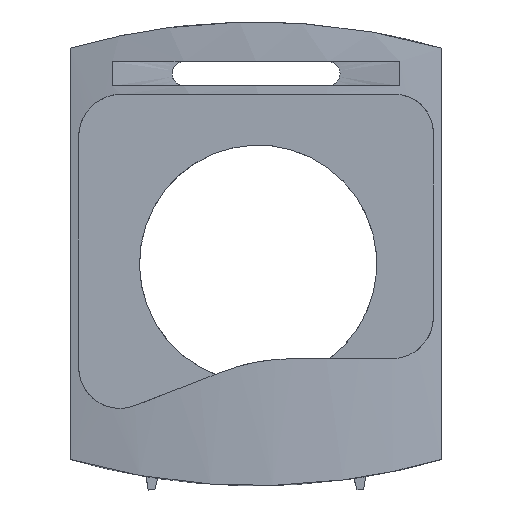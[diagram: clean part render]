
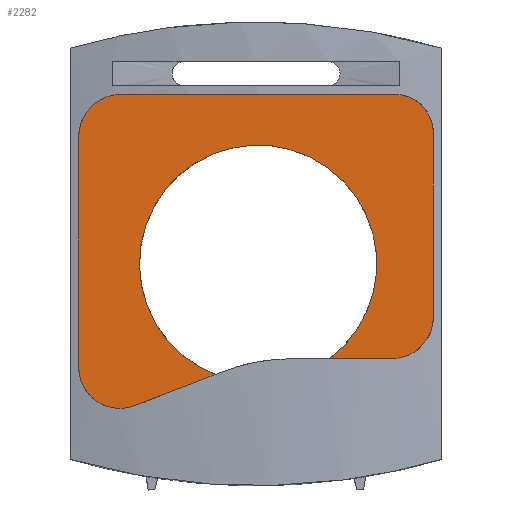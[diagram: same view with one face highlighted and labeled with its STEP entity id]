
A CAD part, top view. The second image highlights one B-rep face of the part: STEP entity #2282.
In plain terms, the highlighted planar face has unit normal (0, 0, 1).
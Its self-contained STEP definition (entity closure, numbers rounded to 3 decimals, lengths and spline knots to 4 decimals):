
#186=CYLINDRICAL_SURFACE('',#190,1.4135);
#187=CARTESIAN_POINT('',(-0.6267,0.5487,4.3248));
#188=DIRECTION('',(0.,0.,-1.));
#189=DIRECTION('',(-1.413,0.,0.));
#190=AXIS2_PLACEMENT_3D('',#187,#188,#189);
#199=PLANE('',#202);
#200=CARTESIAN_POINT('',(-0.6267,0.5487,4.3248));
#201=DIRECTION('',(0.,0.,-1.));
#202=AXIS2_PLACEMENT_3D('',#200,#201,$);
#208=PLANE('',#211);
#209=CARTESIAN_POINT('',(1.4604,2.1079,4.3245));
#210=DIRECTION('',(0.,0.,1.));
#211=AXIS2_PLACEMENT_3D('',#209,#210,$);
#212=CIRCLE('',#213,1.4135);
#213=AXIS2_PLACEMENT_3D('',#214,#215,#216);
#214=CARTESIAN_POINT('',(-0.6267,0.5487,4.3248));
#215=DIRECTION('',(0.,0.,-1.));
#216=DIRECTION('',(-1.413,0.,0.));
#252=PLANE('',#255);
#253=CARTESIAN_POINT('',(-2.0956,-1.1414,4.6163));
#254=DIRECTION('',(0.362,-0.932,0.));
#255=AXIS2_PLACEMENT_3D('',#253,#254,$);
#256=LINE('',#258,#259);
#257=DIRECTION('',(0.932,0.362,0.));
#258=CARTESIAN_POINT('',(-1.0648,-0.7416,4.3248));
#259=VECTOR('',#257,1.);
#270=PLANE('',#273);
#271=CARTESIAN_POINT('',(-0.2074,-0.5812,4.6161));
#272=DIRECTION('',(0.,-1.,0.));
#273=AXIS2_PLACEMENT_3D('',#271,#272,$);
#274=LINE('',#276,#277);
#275=DIRECTION('',(1.,0.,0.));
#276=CARTESIAN_POINT('',(0.967,-0.5812,4.3246));
#277=VECTOR('',#275,1.);
#989=PLANE('',#992);
#990=CARTESIAN_POINT('',(-2.7648,2.0612,4.6164));
#991=DIRECTION('',(-1.,0.,0.));
#992=AXIS2_PLACEMENT_3D('',#990,#991,$);
#1002=CYLINDRICAL_SURFACE('',#1006,0.4915);
#1003=CARTESIAN_POINT('',(-2.2733,-0.6831,4.6164));
#1004=DIRECTION('',(0.,0.,-1.));
#1005=DIRECTION('',(-0.492,0.,0.));
#1006=AXIS2_PLACEMENT_3D('',#1003,#1004,#1005);
#1011=LINE('',#1013,#1014);
#1012=DIRECTION('',(0.,-1.,0.));
#1013=CARTESIAN_POINT('',(-2.7649,-0.6831,4.325));
#1014=VECTOR('',#1012,1.);
#1015=CYLINDRICAL_SURFACE('',#1019,0.5059);
#1016=CARTESIAN_POINT('',(-2.2589,2.0612,4.6164));
#1017=DIRECTION('',(0.,0.,-1.));
#1018=DIRECTION('',(-0.506,0.,0.));
#1019=AXIS2_PLACEMENT_3D('',#1016,#1017,#1018);
#1035=CIRCLE('',#1036,0.5059);
#1036=AXIS2_PLACEMENT_3D('',#1037,#1038,#1039);
#1037=CARTESIAN_POINT('',(-2.2589,2.0612,4.3249));
#1038=DIRECTION('',(0.,0.,1.));
#1039=DIRECTION('',(-0.506,0.,0.));
#1040=PLANE('',#1043);
#1041=CARTESIAN_POINT('',(1.0012,2.5672,4.616));
#1042=DIRECTION('',(0.,1.,0.));
#1043=AXIS2_PLACEMENT_3D('',#1041,#1042,$);
#1048=PLANE('',#1051);
#1049=CARTESIAN_POINT('',(1.4605,-0.0878,4.6159));
#1050=DIRECTION('',(1.,0.,0.));
#1051=AXIS2_PLACEMENT_3D('',#1049,#1050,$);
#1056=CYLINDRICAL_SURFACE('',#1060,0.4592);
#1057=CARTESIAN_POINT('',(1.0012,2.1079,4.616));
#1058=DIRECTION('',(0.,0.,-1.));
#1059=DIRECTION('',(-0.459,0.,0.));
#1060=AXIS2_PLACEMENT_3D('',#1057,#1058,#1059);
#1065=LINE('',#1067,#1068);
#1066=DIRECTION('',(0.,1.,0.));
#1067=CARTESIAN_POINT('',(1.4604,2.1079,4.3245));
#1068=VECTOR('',#1066,1.);
#1069=CYLINDRICAL_SURFACE('',#1073,0.4934);
#1070=CARTESIAN_POINT('',(0.9671,-0.0878,4.616));
#1071=DIRECTION('',(0.,0.,-1.));
#1072=DIRECTION('',(-0.493,0.,0.));
#1073=AXIS2_PLACEMENT_3D('',#1070,#1071,#1072);
#1083=LINE('',#1085,#1086);
#1084=DIRECTION('',(-1.,0.,0.));
#1085=CARTESIAN_POINT('',(-2.2589,2.5672,4.3249));
#1086=VECTOR('',#1084,1.);
#1102=CIRCLE('',#1103,0.4934);
#1103=AXIS2_PLACEMENT_3D('',#1104,#1105,#1106);
#1104=CARTESIAN_POINT('',(0.967,-0.0878,4.3246));
#1105=DIRECTION('',(0.,0.,1.));
#1106=DIRECTION('',(-0.493,0.,0.));
#1131=CIRCLE('',#1132,0.4592);
#1132=AXIS2_PLACEMENT_3D('',#1133,#1134,#1135);
#1133=CARTESIAN_POINT('',(1.0012,2.1079,4.3246));
#1134=DIRECTION('',(0.,0.,1.));
#1135=DIRECTION('',(-0.459,0.,0.));
#1153=CIRCLE('',#1154,0.4915);
#1154=AXIS2_PLACEMENT_3D('',#1155,#1156,#1157);
#1155=CARTESIAN_POINT('',(-2.2734,-0.6831,4.3249));
#1156=DIRECTION('',(0.,0.,1.));
#1157=DIRECTION('',(-0.492,0.,0.));
#1459=VERTEX_POINT('',#1460);
#1460=CARTESIAN_POINT('',(0.2225,-0.5812,4.3247));
#1462=EDGE_CURVE('',#1464,#1459,#1463,.T.);
#1463=INTERSECTION_CURVE('',#212,(#186,#208),.CURVE_3D.);
#1464=VERTEX_POINT('',#1465);
#1465=CARTESIAN_POINT('',(-1.1368,-0.7696,4.3248));
#2124=VERTEX_POINT('',#2125);
#2125=CARTESIAN_POINT('',(-2.7649,-0.6831,4.325));
#2127=EDGE_CURVE('',#2129,#2124,#2128,.T.);
#2128=INTERSECTION_CURVE('',#1011,(#989,#208),.CURVE_3D.);
#2129=VERTEX_POINT('',#2130);
#2130=CARTESIAN_POINT('',(-2.7649,2.0612,4.325));
#2144=EDGE_CURVE('',#2146,#2129,#2145,.T.);
#2145=INTERSECTION_CURVE('',#1035,(#1015,#208),.CURVE_3D.);
#2146=VERTEX_POINT('',#2147);
#2147=CARTESIAN_POINT('',(-2.2589,2.5672,4.3249));
#2164=VERTEX_POINT('',#2165);
#2165=CARTESIAN_POINT('',(1.4604,2.1079,4.3245));
#2167=EDGE_CURVE('',#2169,#2164,#2168,.T.);
#2168=INTERSECTION_CURVE('',#1065,(#1048,#208),.CURVE_3D.);
#2169=VERTEX_POINT('',#2170);
#2170=CARTESIAN_POINT('',(1.4604,-0.0878,4.3245));
#2184=EDGE_CURVE('',#2186,#2146,#2185,.T.);
#2185=INTERSECTION_CURVE('',#1083,(#1040,#208),.CURVE_3D.);
#2186=VERTEX_POINT('',#2187);
#2187=CARTESIAN_POINT('',(1.0012,2.5672,4.3246));
#2201=EDGE_CURVE('',#2203,#2169,#2202,.T.);
#2202=INTERSECTION_CURVE('',#1102,(#1069,#208),.CURVE_3D.);
#2203=VERTEX_POINT('',#2204);
#2204=CARTESIAN_POINT('',(0.967,-0.5812,4.3246));
#2218=EDGE_CURVE('',#1459,#2203,#2219,.T.);
#2219=INTERSECTION_CURVE('',#274,(#199,#270),.CURVE_3D.);
#2232=EDGE_CURVE('',#2164,#2186,#2233,.T.);
#2233=INTERSECTION_CURVE('',#1131,(#1056,#208),.CURVE_3D.);
#2246=VERTEX_POINT('',#2247);
#2247=CARTESIAN_POINT('',(-2.0956,-1.1414,4.3249));
#2249=EDGE_CURVE('',#2124,#2246,#2250,.T.);
#2250=INTERSECTION_CURVE('',#1153,(#1002,#208),.CURVE_3D.);
#2265=EDGE_CURVE('',#2246,#1464,#2266,.T.);
#2266=INTERSECTION_CURVE('',#256,(#199,#252),.CURVE_3D.);
#2282=ADVANCED_FACE('',(#2283),#208,.T.);
#2283=FACE_BOUND('',#2284,.T.);
#2284=EDGE_LOOP('',(#2285,#2286,#2287,#2288,#2289,#2290,#2291,#2292,#2293,
#2294));
#2285=ORIENTED_EDGE('',*,*,#1462,.T.);
#2286=ORIENTED_EDGE('',*,*,#2218,.T.);
#2287=ORIENTED_EDGE('',*,*,#2201,.T.);
#2288=ORIENTED_EDGE('',*,*,#2167,.T.);
#2289=ORIENTED_EDGE('',*,*,#2232,.T.);
#2290=ORIENTED_EDGE('',*,*,#2184,.T.);
#2291=ORIENTED_EDGE('',*,*,#2144,.T.);
#2292=ORIENTED_EDGE('',*,*,#2127,.T.);
#2293=ORIENTED_EDGE('',*,*,#2249,.T.);
#2294=ORIENTED_EDGE('',*,*,#2265,.T.);
